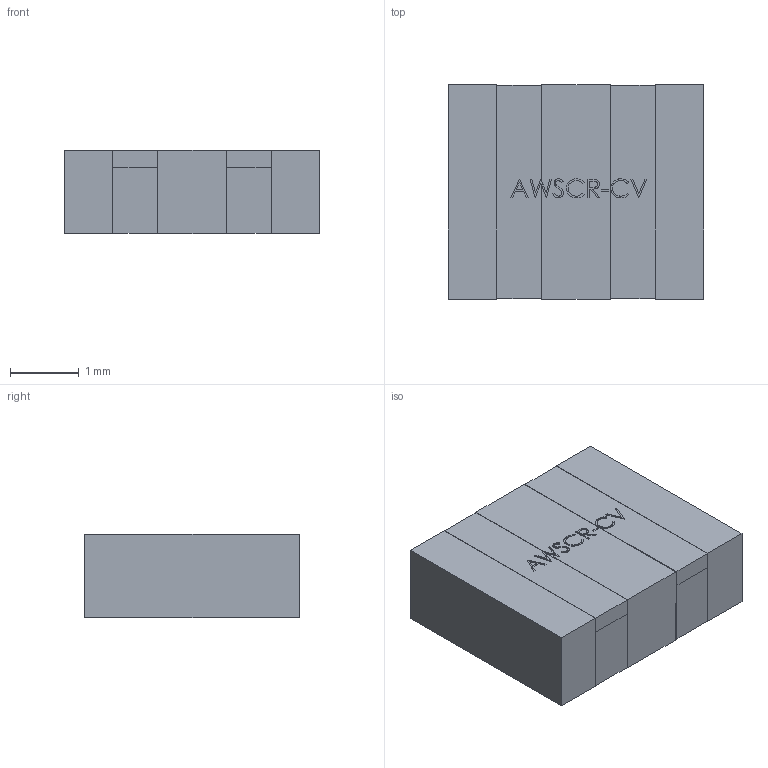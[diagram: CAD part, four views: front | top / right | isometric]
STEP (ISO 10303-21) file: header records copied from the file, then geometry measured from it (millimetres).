
FILE_DESCRIPTION (( 'STEP AP214' ), '1' );
FILE_NAME ('AWSCR-CV.STEP', '2013-12-13T08:00:44', ( '' ), ( '' ), 'SwSTEP 2.0', 'SolidWorks 2012', '' );
FILE_SCHEMA (( 'AUTOMOTIVE_DESIGN' ));
Length unit declared in the file: millimetre
Products named in the file (1): AWSCR-CV
Bounding box: 3.7 x 3.11 x 1.21 mm (x, y, z)
Volume: 13.9 mm3; surface area: 39.7 mm2
Topology: 1 solids, 1 shells, 130 faces, 348 edges, 232 vertices
Faces by surface type: plane 92, bspline 38
Entity records: 7398 total; most frequent: CARTESIAN_POINT 3005, ORIENTED_EDGE 696, DIRECTION 458, EDGE_CURVE 348, VECTOR 272, LINE 272, VERTEX_POINT 232, EDGE_LOOP 142
